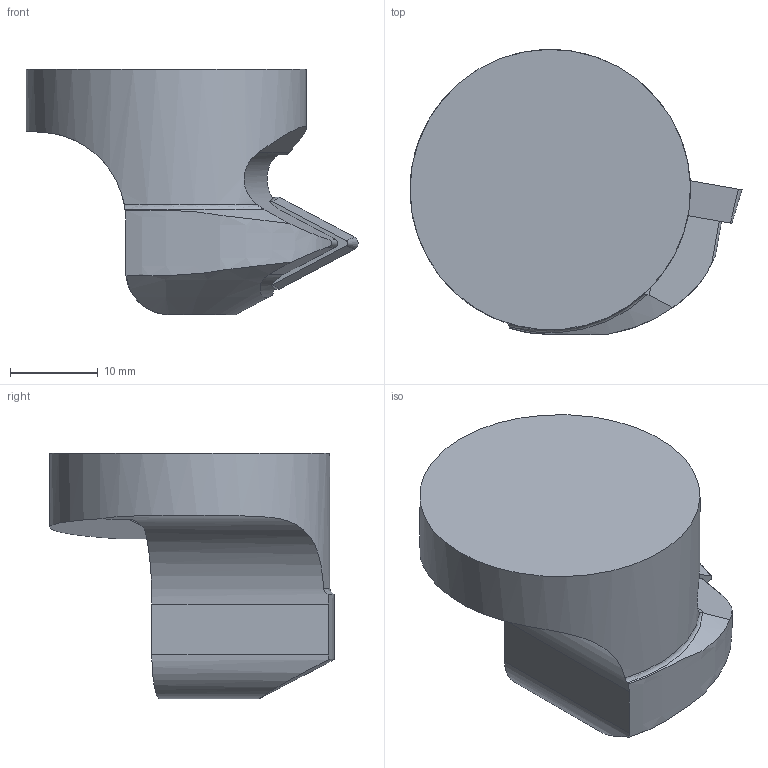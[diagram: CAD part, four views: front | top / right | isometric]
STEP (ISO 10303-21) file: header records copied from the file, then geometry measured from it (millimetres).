
FILE_DESCRIPTION(/* description */ (''),/* implementation_level */ '2;1');
FILE_NAME(/* name */ '1535711042008.stp',/* time_stamp */ '2018-08-31T15:54:18+05:00',/* author */ (''),/* organization */ ('SMS'),/* preprocessor_version */ 'ST-DEVELOPER v15',/* originating_system */ 'SIEMENS PLM Software NX 8.5',/* authorisation */ '');
FILE_SCHEMA (('AUTOMOTIVE_DESIGN { 1 0 10303 214 3 1 1 1 }'));
Length unit declared in the file: millimetre
Products named in the file (4): ASSEMBLY_CONSTRUCTION; IsoTurningInsert; 201794391mod000_00; 201794390mod000_00
Assembly tree (3 placements, depth 2):
  201794390mod000_00
    201794391mod000_00
    IsoTurningInsert
    ASSEMBLY_CONSTRUCTION
Bounding box: 37.87 x 32.51 x 28 mm (x, y, z)
Volume: 12877.8 mm3; surface area: 4191.8 mm2
Topology: 2 solids, 2 shells, 45 faces, 118 edges, 84 vertices
Faces by surface type: plane 20, cone 10, cylinder 9, torus 5, extrusion 1
Full cylindrical faces by diameter (mm): 4.4 x2, 32 x1
Entity records: 1764 total; most frequent: CARTESIAN_POINT 550, DIRECTION 230, ORIENTED_EDGE 208, EDGE_CURVE 104, AXIS2_PLACEMENT_3D 94, VERTEX_POINT 73, EDGE_LOOP 57, ADVANCED_FACE 45
